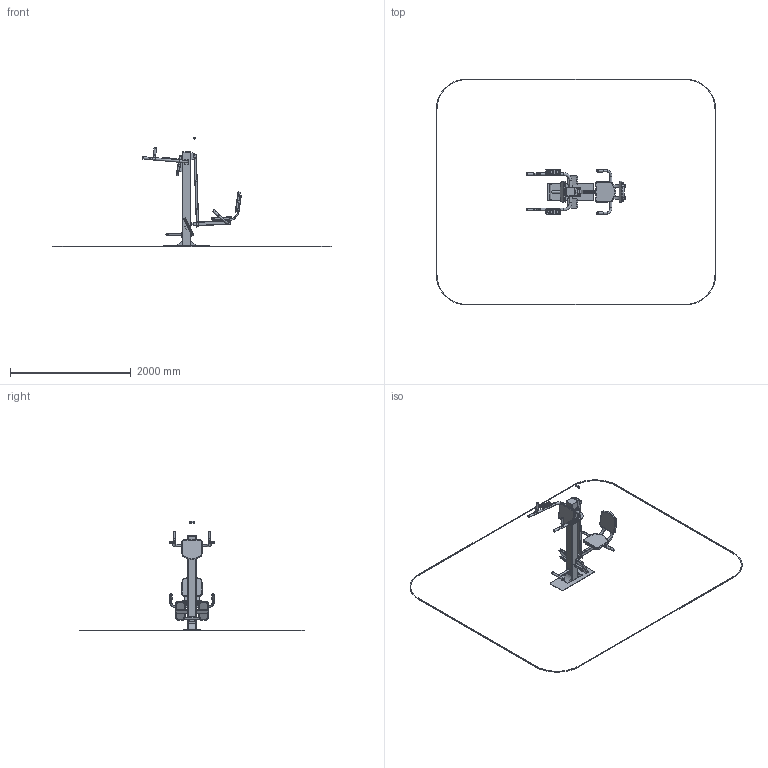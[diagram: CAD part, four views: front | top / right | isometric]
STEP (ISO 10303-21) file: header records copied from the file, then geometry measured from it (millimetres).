
FILE_DESCRIPTION(('STEP AP214'), '1');
FILE_NAME('沓麧錪 衵-04-11', '', ('UNSPECIFIED'), ('UNSPECIFIED'), 'C3D Converter', 'C3D Toolkit', '');
FILE_SCHEMA(('AUTOMOTIVE_DESIGN { 1 0 10303 214 3 1 1}'));
Length unit declared in the file: millimetre
Products named in the file (51): УТ-19Н опора (2020); УТ-28Н-; УТ-07.01.01.02; УТ-28Н-14.01.01.08; УТ-11.01.01.05; УТ-11.01.01.04; УТ-11.03.00.00; УТ-11.03.01.00; УТ-11.03.01.01; УТ-11.03.01.02; УТ-11.03.01.03; УТ-11.03.01.04; УТ-11.04.00.00; УТ-11.04.01.00; УТ-11.02.00.00; УТ-11.02.01.00; УТ-11.02.01.01; УТ-11.02.01.02; УТ-10.1Н.01.01.02; УТ-12.1.14.04.00.00; УТ-12.1.14.04.01.00; УТ-12.1.14.04.01.05; УТ-12.1.14.04.01.01; УТ-10.1Н.01.01.04; УТ-10.1.14.00.02.03; УТС-03.01.01.06; УТ-10.1Н.02.00.00; УТ-10.1Н.02.01.00; УТ-10.1Н.02.01.03; УТ-10.1Н.02.01.01; УТ-10.1Н.02.01.02; УТ-07.1.14.02.01.03
Assembly tree (78 placements, depth 5):
  (unnamed)
    (unnamed)
      (unnamed)
      УТ-19Н опора (2020)
      (unnamed)  x4
      (unnamed)  x2
      УТ-28Н-  x2
      (unnamed)
      (unnamed)  x2
      УТ-07.01.01.02  x2
      УТ-28Н-14.01.01.08  x2
      УТ-11.01.01.05
      УТ-11.01.01.04
    УТ-11.03.00.00
      УТ-11.03.01.00
        УТ-11.03.01.01
        УТ-11.03.01.02
        УТ-11.03.01.03
        УТ-11.03.01.04
        (unnamed)
      (unnamed)  x2
      (unnamed)
    УТ-11.04.00.00
      УТ-11.04.01.00
        УТ-11.03.01.01
        УТ-11.03.01.02
        УТ-11.03.01.03
        УТ-11.03.01.04
        (unnamed)
      (unnamed)  x2
      (unnamed)
    УТ-11.02.00.00
      УТ-11.02.01.00
        УТ-11.02.01.01
        УТ-11.02.01.02
        УТ-10.1Н.01.01.02
      (unnamed)  x2
    (unnamed)
    (unnamed)  x2
    УТ-12.1.14.04.00.00
      УТ-12.1.14.04.01.00
        УТ-12.1.14.04.01.05
        УТ-12.1.14.04.01.01
        УТ-10.1Н.01.01.04
        УТ-10.1.14.00.02.03
        УТС-03.01.01.06  x2
        (unnamed)
        (unnamed)
      (unnamed)  x2
      (unnamed)  x2
      УТ-10.1Н.02.00.00
        УТ-10.1Н.02.01.00
          УТ-10.1Н.02.01.03
          УТ-10.1Н.02.01.01
          УТ-10.1Н.02.01.02  x2
        УТ-07.1.14.02.01.03  x4
        (unnamed)  x2
      (unnamed)
    (unnamed)
Bounding box: 4629.77 x 3746 x 1817.39 mm (x, y, z)
Volume: 23827991.9 mm3; surface area: 6874990.2 mm2
Topology: 68 solids, 68 shells, 1947 faces, 5058 edges, 3283 vertices
Faces by surface type: extrusion 664, plane 647, cylinder 511, torus 103, bspline 12, cone 10
Full cylindrical faces by diameter (mm): 5 x6, 6.647 x1, 8.5 x1, 16 x1, 20.5 x1, 26 x2, 26.4 x4, 28.4 x6, 30 x3, 34 x20, 35.6 x4, 40 x8, 42 x4, 47 x2, 59 x1
Entity records: 48581 total; most frequent: CARTESIAN_POINT 10912, ORIENTED_EDGE 5462, DIRECTION 4640, EDGE_CURVE 2731, VERTEX_POINT 1811, VECTOR 1718, AXIS2_PLACEMENT_3D 1461, LINE 1386
